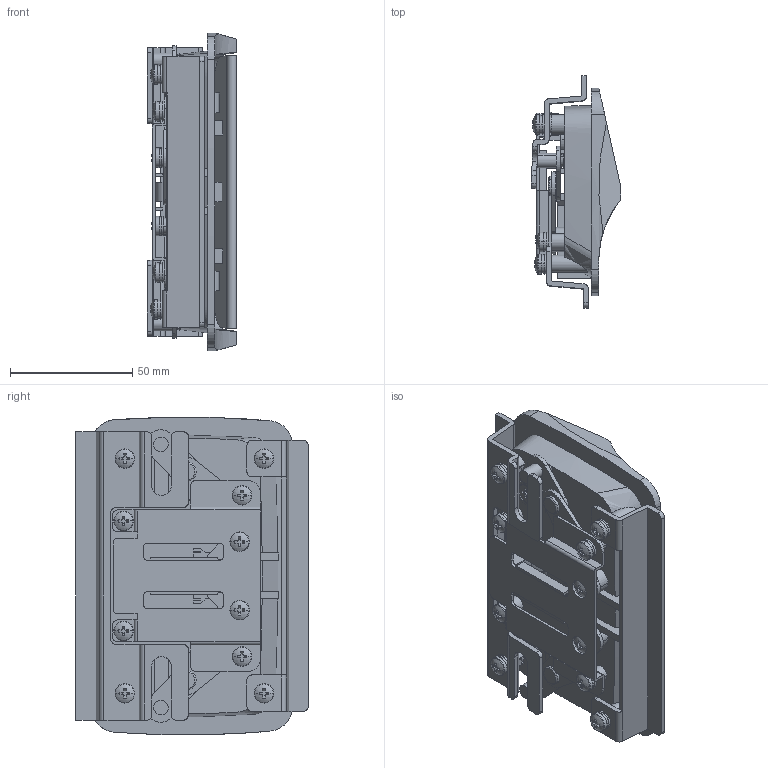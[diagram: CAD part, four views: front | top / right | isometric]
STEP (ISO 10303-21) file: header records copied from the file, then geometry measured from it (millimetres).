
FILE_DESCRIPTION (( 'STEP AP203' ), '1' );
FILE_NAME ('sone3D.STEP', '2013-07-22T06:28:40', ( '' ), ( '' ), 'SwSTEP 2.0', 'SolidWorks 2012', '' );
FILE_SCHEMA (( 'CONFIG_CONTROL_DESIGN' ));
Length unit declared in the file: millimetre
Products named in the file (17): sone3D; 廫帤寠晅嶮彫偹偠M4_M4亊8; A-530-2取付板A_; A-530-2スペーサー_; 十字穴付なべねじM4（平W・SW付）_M4×8; A-530-2平座金_; スプリングワッシャーM4_JIS B 1251 No.2 4; 廫帤寠晅側傋偹偠M4_M4亊8; A-530-2-1儔僢僠僇僶乕_; A-530-2-1儔僢僠儗僶乕__儔僢僠儗僶乕A; A-530-2-1儔僢僠儗僶乕__儔僢僠儗僶乕B; A-530-2連結バー_; A-530-2取付板B_; A-530-2軸_; A-530-2軸受_; A-530-2僴儞僪儖__A-530-2-2; A-530-2-1本体_
Assembly tree (29 placements, depth 3):
  sone3D
    A-530-2-1本体_
    A-530-2僴儞僪儖__A-530-2-2
    A-530-2軸受_  x2
    A-530-2軸_
    A-530-2取付板B_
    A-530-2連結バー_  x2
    A-530-2-1儔僢僠儗僶乕__儔僢僠儗僶乕B
    A-530-2-1儔僢僠儗僶乕__儔僢僠儗僶乕A
    A-530-2-1儔僢僠僇僶乕_
    十字穴付なべねじM4（平W・SW付）_M4×8  x10
      廫帤寠晅側傋偹偠M4_M4亊8
      スプリングワッシャーM4_JIS B 1251 No.2 4
      A-530-2平座金_
    A-530-2スペーサー_  x2
    A-530-2取付板A_
    廫帤寠晅嶮彫偹偠M4_M4亊8  x2
Bounding box: 36.63 x 95 x 129.98 mm (x, y, z)
Volume: 82487.6 mm3; surface area: 83754.8 mm2
Topology: 48 solids, 48 shells, 1023 faces, 2572 edges, 1674 vertices
Faces by surface type: plane 536, cylinder 385, cone 52, torus 24, sphere 20, bspline 6
Entity records: 22139 total; most frequent: CARTESIAN_POINT 4384, DIRECTION 3339, ORIENTED_EDGE 3198, EDGE_CURVE 1599, AXIS2_PLACEMENT_3D 1185, VERTEX_POINT 1053, VECTOR 969, LINE 969
